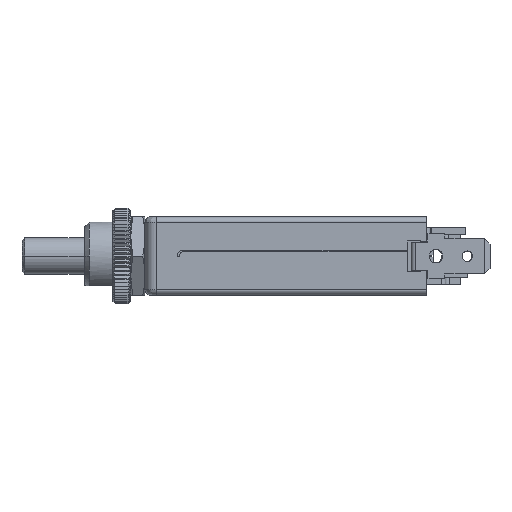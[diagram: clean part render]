
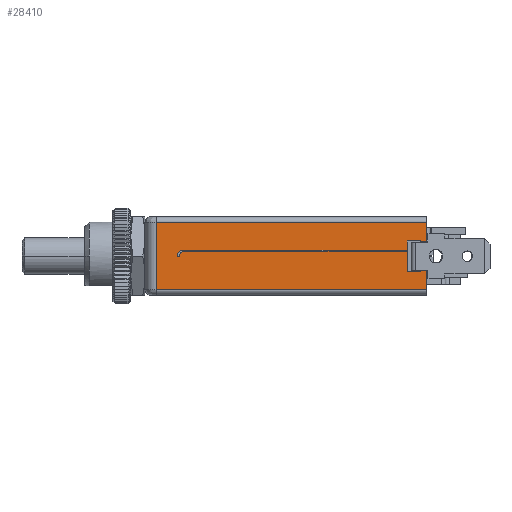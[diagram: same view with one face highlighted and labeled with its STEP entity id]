
A CAD part, left-side view. The second image highlights one B-rep face of the part: STEP entity #28410.
In plain terms, the highlighted planar face has unit normal (-1, 0, 0).
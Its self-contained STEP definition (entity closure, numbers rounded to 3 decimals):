
#2458=DIRECTION('',(0.,0.,1.));
#2459=VECTOR('',#2458,3.42);
#2460=CARTESIAN_POINT('',(-13.,-1.,2.53));
#2461=LINE('',#2460,#2459);
#4102=DIRECTION('',(0.,1.,0.));
#4103=VECTOR('',#4102,0.36);
#4104=CARTESIAN_POINT('',(-13.,42.92,0.));
#4105=LINE('',#4104,#4103);
#8773=DIRECTION('',(0.,1.,0.));
#8774=VECTOR('',#8773,48.);
#8775=CARTESIAN_POINT('',(-13.,-1.,5.95));
#8776=LINE('',#8775,#8774);
#8782=CARTESIAN_POINT('',(-13.,41.928,-0.13));
#8783=DIRECTION('',(-1.,0.,0.));
#8784=DIRECTION('',(0.,0.,1.));
#8785=AXIS2_PLACEMENT_3D('',#8782,#8783,#8784);
#8787=DIRECTION('',(0.,1.,0.));
#8788=VECTOR('',#8787,2.4);
#8789=CARTESIAN_POINT('',(-13.,0.1,-2.67));
#8790=LINE('',#8789,#8788);
#8791=DIRECTION('',(0.,0.,1.));
#8792=VECTOR('',#8791,0.14);
#8793=CARTESIAN_POINT('',(-13.,0.1,-2.67));
#8794=LINE('',#8793,#8792);
#8795=DIRECTION('',(0.,1.,0.));
#8796=VECTOR('',#8795,1.1);
#8797=CARTESIAN_POINT('',(-13.,-1.,-2.53));
#8798=LINE('',#8797,#8796);
#8799=DIRECTION('',(0.,0.,-1.));
#8800=VECTOR('',#8799,3.42);
#8801=CARTESIAN_POINT('',(-13.,-1.,-2.53));
#8802=LINE('',#8801,#8800);
#8803=DIRECTION('',(0.,1.,0.));
#8804=VECTOR('',#8803,1.1);
#8805=CARTESIAN_POINT('',(-13.,-1.,2.53));
#8806=LINE('',#8805,#8804);
#8807=DIRECTION('',(0.,0.,-1.));
#8808=VECTOR('',#8807,0.14);
#8809=CARTESIAN_POINT('',(-13.,0.1,2.67));
#8810=LINE('',#8809,#8808);
#8811=DIRECTION('',(0.,1.,0.));
#8812=VECTOR('',#8811,2.4);
#8813=CARTESIAN_POINT('',(-13.,0.1,2.67));
#8814=LINE('',#8813,#8812);
#8815=DIRECTION('',(0.,1.,0.));
#8816=VECTOR('',#8815,39.78);
#8817=CARTESIAN_POINT('',(-13.,2.5,1.));
#8818=LINE('',#8817,#8816);
#8823=CARTESIAN_POINT('',(-13.,42.28,0.));
#8824=DIRECTION('',(1.,0.,0.));
#8825=DIRECTION('',(0.,1.,0.));
#8826=AXIS2_PLACEMENT_3D('',#8823,#8824,#8825);
#9061=DIRECTION('',(0.,0.,-1.));
#9062=VECTOR('',#9061,11.9);
#9063=CARTESIAN_POINT('',(-13.,47.,5.95));
#9064=LINE('',#9063,#9062);
#9079=DIRECTION('',(0.,-1.,0.));
#9080=VECTOR('',#9079,48.);
#9081=CARTESIAN_POINT('',(-13.,47.,-5.95));
#9082=LINE('',#9081,#9080);
#9381=DIRECTION('',(0.,0.,1.));
#9382=VECTOR('',#9381,3.54);
#9383=CARTESIAN_POINT('',(-13.,2.5,-2.67));
#9384=LINE('',#9383,#9382);
#9405=DIRECTION('',(0.,1.,0.));
#9406=VECTOR('',#9405,39.428);
#9407=CARTESIAN_POINT('',(-13.,2.5,0.87));
#9408=LINE('',#9407,#9406);
#9467=DIRECTION('',(0.,0.,1.));
#9468=VECTOR('',#9467,1.67);
#9469=CARTESIAN_POINT('',(-13.,2.5,1.));
#9470=LINE('',#9469,#9468);
#16032=CARTESIAN_POINT('',(-13.,-1.,5.95));
#16034=VERTEX_POINT('',#16032);
#16043=CARTESIAN_POINT('',(-13.,47.,5.95));
#16045=VERTEX_POINT('',#16043);
#16069=CARTESIAN_POINT('',(-13.,-1.,2.53));
#16070=VERTEX_POINT('',#16069);
#16073=CARTESIAN_POINT('',(-13.,2.5,1.));
#16074=CARTESIAN_POINT('',(-13.,42.28,1.));
#16075=VERTEX_POINT('',#16073);
#16076=VERTEX_POINT('',#16074);
#16373=CARTESIAN_POINT('',(-13.,0.1,2.67));
#16374=CARTESIAN_POINT('',(-13.,2.5,2.67));
#16375=VERTEX_POINT('',#16373);
#16376=VERTEX_POINT('',#16374);
#16377=CARTESIAN_POINT('',(-13.,0.1,2.53));
#16378=VERTEX_POINT('',#16377);
#17121=CARTESIAN_POINT('',(-13.,41.928,0.87));
#17122=CARTESIAN_POINT('',(-13.,42.92,0.));
#17123=VERTEX_POINT('',#17121);
#17124=VERTEX_POINT('',#17122);
#17186=CARTESIAN_POINT('',(-13.,47.,-5.95));
#17188=VERTEX_POINT('',#17186);
#17192=CARTESIAN_POINT('',(-13.,-1.,-5.95));
#17194=VERTEX_POINT('',#17192);
#17508=CARTESIAN_POINT('',(-13.,-1.,-2.53));
#17509=VERTEX_POINT('',#17508);
#17510=CARTESIAN_POINT('',(-13.,2.5,0.87));
#17512=VERTEX_POINT('',#17510);
#17516=CARTESIAN_POINT('',(-13.,0.1,-2.67));
#17517=CARTESIAN_POINT('',(-13.,2.5,-2.67));
#17518=VERTEX_POINT('',#17516);
#17519=VERTEX_POINT('',#17517);
#17520=CARTESIAN_POINT('',(-13.,0.1,-2.53));
#17521=VERTEX_POINT('',#17520);
#18422=CARTESIAN_POINT('',(-13.,43.28,0.));
#18423=VERTEX_POINT('',#18422);
#28372=CARTESIAN_POINT('',(-13.,49.,0.));
#28373=DIRECTION('',(-1.,0.,0.));
#28374=DIRECTION('',(0.,-1.,0.));
#28375=AXIS2_PLACEMENT_3D('',#28372,#28373,#28374);
#28376=PLANE('',#28375);
#28378=ORIENTED_EDGE('',*,*,#28377,.F.);
#28379=ORIENTED_EDGE('',*,*,#23414,.F.);
#28381=ORIENTED_EDGE('',*,*,#28380,.F.);
#28383=ORIENTED_EDGE('',*,*,#28382,.F.);
#28385=ORIENTED_EDGE('',*,*,#28384,.F.);
#28387=ORIENTED_EDGE('',*,*,#28386,.F.);
#28389=ORIENTED_EDGE('',*,*,#28388,.T.);
#28391=ORIENTED_EDGE('',*,*,#28390,.F.);
#28392=ORIENTED_EDGE('',*,*,#20634,.T.);
#28394=ORIENTED_EDGE('',*,*,#28393,.F.);
#28396=ORIENTED_EDGE('',*,*,#28395,.F.);
#28397=ORIENTED_EDGE('',*,*,#28361,.F.);
#28398=ORIENTED_EDGE('',*,*,#20609,.F.);
#28400=ORIENTED_EDGE('',*,*,#28399,.T.);
#28402=ORIENTED_EDGE('',*,*,#28401,.F.);
#28404=ORIENTED_EDGE('',*,*,#28403,.T.);
#28406=ORIENTED_EDGE('',*,*,#28405,.F.);
#28407=ORIENTED_EDGE('',*,*,#23472,.T.);
#28408=EDGE_LOOP('',(#28378,#28379,#28381,#28383,#28385,#28387,#28389,#28391,
#28392,#28394,#28396,#28397,#28398,#28400,#28402,#28404,#28406,#28407));
#28409=FACE_OUTER_BOUND('',#28408,.F.);
#8786=CIRCLE('',#8785,1.);
#8827=CIRCLE('',#8826,1.);
#20609=EDGE_CURVE('',#16070,#16034,#2461,.T.);
#20634=EDGE_CURVE('',#17509,#17194,#8802,.T.);
#23414=EDGE_CURVE('',#17124,#18423,#4105,.T.);
#23472=EDGE_CURVE('',#16075,#16076,#8818,.T.);
#28361=EDGE_CURVE('',#16034,#16045,#8776,.T.);
#28377=EDGE_CURVE('',#18423,#16076,#8827,.T.);
#28380=EDGE_CURVE('',#17123,#17124,#8786,.T.);
#28382=EDGE_CURVE('',#17512,#17123,#9408,.T.);
#28384=EDGE_CURVE('',#17519,#17512,#9384,.T.);
#28386=EDGE_CURVE('',#17518,#17519,#8790,.T.);
#28388=EDGE_CURVE('',#17518,#17521,#8794,.T.);
#28390=EDGE_CURVE('',#17509,#17521,#8798,.T.);
#28393=EDGE_CURVE('',#17188,#17194,#9082,.T.);
#28395=EDGE_CURVE('',#16045,#17188,#9064,.T.);
#28399=EDGE_CURVE('',#16070,#16378,#8806,.T.);
#28401=EDGE_CURVE('',#16375,#16378,#8810,.T.);
#28403=EDGE_CURVE('',#16375,#16376,#8814,.T.);
#28405=EDGE_CURVE('',#16075,#16376,#9470,.T.);
#28410=ADVANCED_FACE('',(#28409),#28376,.T.);
